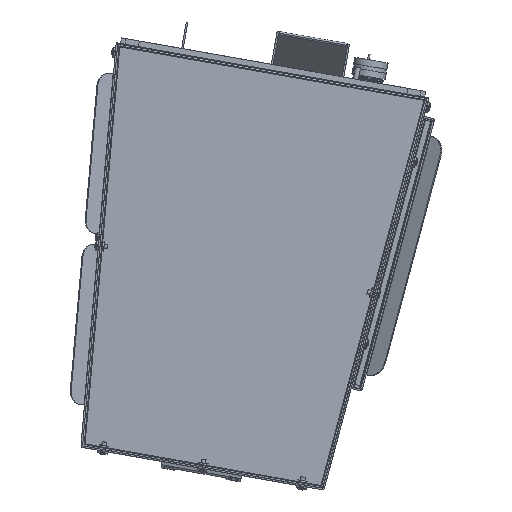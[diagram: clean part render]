
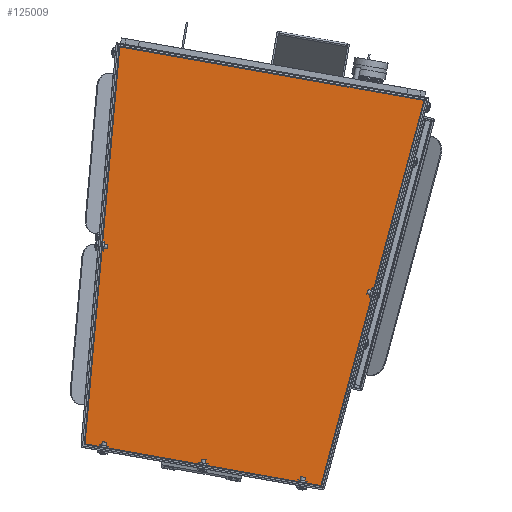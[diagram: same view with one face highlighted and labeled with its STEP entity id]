
A CAD part, front view. The second image highlights one B-rep face of the part: STEP entity #125009.
In plain terms, the highlighted planar face has unit normal (0, -1, 0).
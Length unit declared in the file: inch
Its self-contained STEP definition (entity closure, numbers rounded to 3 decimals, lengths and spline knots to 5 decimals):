
#4754 = FACE_OUTER_BOUND ( 'NONE', #67711, .T. ) ;
#6123 = PLANE ( 'NONE',  #125557 ) ;
#7164 = VECTOR ( 'NONE', #13725, 39.37008 ) ;
#11856 = ORIENTED_EDGE ( 'NONE', *, *, #79903, .T. ) ;
#12203 = EDGE_CURVE ( 'NONE', #22492, #87734, #23513, .T. ) ;
#12514 = VECTOR ( 'NONE', #55009, 39.37008 ) ;
#13725 = DIRECTION ( 'NONE',  ( -0.174, 0., -0.985 ) ) ;
#22492 = VERTEX_POINT ( 'NONE', #111615 ) ;
#23513 = LINE ( 'NONE', #55693, #12514 ) ;
#23759 = CARTESIAN_POINT ( 'NONE',  ( -0.06676, 0.592, -14.96111 ) ) ;
#28848 = VECTOR ( 'NONE', #109684, 39.37008 ) ;
#32658 = LINE ( 'NONE', #89174, #114490 ) ;
#36624 = LINE ( 'NONE', #99586, #7164 ) ;
#55009 = DIRECTION ( 'NONE',  ( -0.996, 0., 0.087 ) ) ;
#55693 = CARTESIAN_POINT ( 'NONE',  ( -10.22038, 0.592, 0.74661 ) ) ;
#60511 = DIRECTION ( 'NONE',  ( 0., -1., 0. ) ) ;
#67711 = EDGE_LOOP ( 'NONE', ( #89426, #124136, #11856, #124566 ) ) ;
#78848 = LINE ( 'NONE', #23759, #28848 ) ;
#79903 = EDGE_CURVE ( 'NONE', #87734, #119428, #36624, .T. ) ;
#83245 = EDGE_CURVE ( 'NONE', #84713, #119428, #78848, .T. ) ;
#84713 = VERTEX_POINT ( 'NONE', #108369 ) ;
#87734 = VERTEX_POINT ( 'NONE', #131172 ) ;
#89174 = CARTESIAN_POINT ( 'NONE',  ( -0.06676, 0.592, -14.96111 ) ) ;
#89426 = ORIENTED_EDGE ( 'NONE', *, *, #138785, .T. ) ;
#92059 = DIRECTION ( 'NONE',  ( 0.087, 0., 0.996 ) ) ;
#98307 = CARTESIAN_POINT ( 'NONE',  ( -11.50706, 0.592, -13.96022 ) ) ;
#99586 = CARTESIAN_POINT ( 'NONE',  ( -8.9337, 0.592, 0.63404 ) ) ;
#99891 = DIRECTION ( 'NONE',  ( 0., 0., 1. ) ) ;
#108369 = CARTESIAN_POINT ( 'NONE',  ( -0.06676, 0.592, -14.96111 ) ) ;
#109684 = DIRECTION ( 'NONE',  ( -0.996, 0., 0.087 ) ) ;
#111615 = CARTESIAN_POINT ( 'NONE',  ( -0.06676, 0.592, -0.14172 ) ) ;
#114490 = VECTOR ( 'NONE', #99891, 39.37008 ) ;
#119428 = VERTEX_POINT ( 'NONE', #98307 ) ;
#124136 = ORIENTED_EDGE ( 'NONE', *, *, #12203, .T. ) ;
#124566 = ORIENTED_EDGE ( 'NONE', *, *, #83245, .F. ) ;
#125009 = ADVANCED_FACE ( 'NONE', ( #4754 ), #6123, .T. ) ;
#125557 = AXIS2_PLACEMENT_3D ( 'NONE', #127076, #60511, #92059 ) ;
#127076 = CARTESIAN_POINT ( 'NONE',  ( -11.51093, 0.592, -14.00444 ) ) ;
#131172 = CARTESIAN_POINT ( 'NONE',  ( -8.9337, 0.592, 0.63404 ) ) ;
#138785 = EDGE_CURVE ( 'NONE', #84713, #22492, #32658, .T. ) ;
